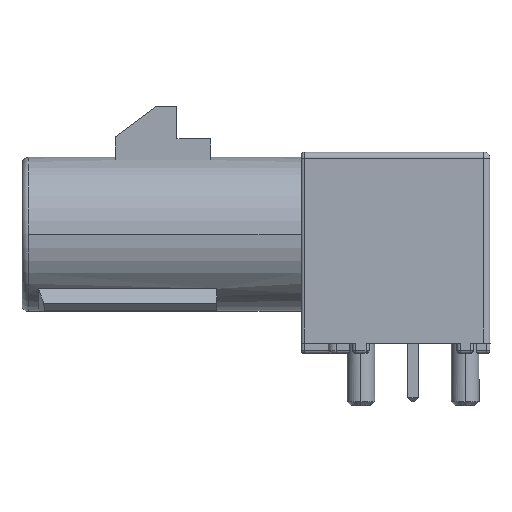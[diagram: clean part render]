
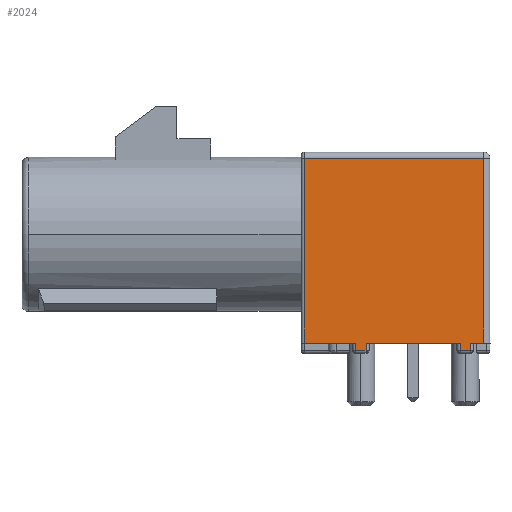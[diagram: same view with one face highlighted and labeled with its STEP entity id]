
A CAD part, top view. The second image highlights one B-rep face of the part: STEP entity #2024.
In plain terms, the highlighted planar face has unit normal (0, 0, 1).
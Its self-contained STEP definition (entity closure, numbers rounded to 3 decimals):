
#2024=ADVANCED_FACE('',(#2351),#2136,.T.);
#2136=PLANE('',#5727);
#2351=FACE_OUTER_BOUND('',#2590,.T.);
#2590=EDGE_LOOP('',(#3645,#3646,#3647,#3648,#3649,#3650,#3651,#3652,#3653,
#3654,#3655,#3656));
#3645=ORIENTED_EDGE('',*,*,#4623,.F.);
#3646=ORIENTED_EDGE('',*,*,#4554,.F.);
#3647=ORIENTED_EDGE('',*,*,#4582,.F.);
#3648=ORIENTED_EDGE('',*,*,#4454,.F.);
#3649=ORIENTED_EDGE('',*,*,#4448,.F.);
#3650=ORIENTED_EDGE('',*,*,#4419,.F.);
#3651=ORIENTED_EDGE('',*,*,#4581,.F.);
#3652=ORIENTED_EDGE('',*,*,#4414,.F.);
#3653=ORIENTED_EDGE('',*,*,#4408,.F.);
#3654=ORIENTED_EDGE('',*,*,#4399,.F.);
#3655=ORIENTED_EDGE('',*,*,#4620,.F.);
#3656=ORIENTED_EDGE('',*,*,#4622,.F.);
#3921=VERTEX_POINT('',#7575);
#3926=VERTEX_POINT('',#7585);
#3943=VERTEX_POINT('',#7669);
#3962=VERTEX_POINT('',#7738);
#3968=VERTEX_POINT('',#7758);
#3969=VERTEX_POINT('',#7759);
#3973=VERTEX_POINT('',#7801);
#3976=VERTEX_POINT('',#7809);
#3990=VERTEX_POINT('',#7894);
#4039=VERTEX_POINT('',#8148);
#4040=VERTEX_POINT('',#8150);
#4070=VERTEX_POINT('',#8339);
#4399=EDGE_CURVE('',#3968,#3969,#4834,.T.);
#4408=EDGE_CURVE('',#3969,#3943,#4838,.T.);
#4414=EDGE_CURVE('',#3943,#3973,#4842,.T.);
#4419=EDGE_CURVE('',#3976,#3926,#4844,.T.);
#4448=EDGE_CURVE('',#3926,#3921,#4860,.T.);
#4454=EDGE_CURVE('',#3921,#3990,#4864,.T.);
#4554=EDGE_CURVE('',#4040,#4039,#4918,.T.);
#4581=EDGE_CURVE('',#3973,#3976,#4939,.T.);
#4582=EDGE_CURVE('',#3990,#4040,#4940,.T.);
#4620=EDGE_CURVE('',#4070,#3968,#4961,.T.);
#4622=EDGE_CURVE('',#3962,#4070,#4962,.T.);
#4623=EDGE_CURVE('',#4039,#3962,#4963,.T.);
#4834=LINE('',#7757,#5170);
#4838=LINE('',#7788,#5174);
#4842=LINE('',#7800,#5178);
#4844=LINE('',#7810,#5180);
#4860=LINE('',#7881,#5196);
#4864=LINE('',#7893,#5200);
#4918=LINE('',#8151,#5254);
#4939=LINE('',#8234,#5275);
#4940=LINE('',#8235,#5276);
#4961=LINE('',#8338,#5297);
#4962=LINE('',#8342,#5298);
#4963=LINE('',#8344,#5299);
#5170=VECTOR('',#6390,1.);
#5174=VECTOR('',#6410,1.);
#5178=VECTOR('',#6426,1.);
#5180=VECTOR('',#6436,1.);
#5196=VECTOR('',#6508,1.);
#5200=VECTOR('',#6524,1.);
#5254=VECTOR('',#6756,1.);
#5275=VECTOR('',#6811,1.);
#5276=VECTOR('',#6812,1.);
#5297=VECTOR('',#6901,1.);
#5298=VECTOR('',#6906,1.);
#5299=VECTOR('',#6909,1.);
#5727=AXIS2_PLACEMENT_3D('',#8345,#6910,#6911);
#6390=DIRECTION('',(0.,-1.,0.));
#6410=DIRECTION('',(-1.,0.,0.));
#6426=DIRECTION('',(0.,1.,0.));
#6436=DIRECTION('',(0.,-1.,0.));
#6508=DIRECTION('',(-1.,0.,0.));
#6524=DIRECTION('',(0.,1.,0.));
#6756=DIRECTION('',(0.,1.,0.));
#6811=DIRECTION('',(-1.,0.,0.));
#6812=DIRECTION('',(-1.,0.,0.));
#6901=DIRECTION('',(-1.,0.,0.));
#6906=DIRECTION('',(0.,-1.,0.));
#6909=DIRECTION('',(1.,0.,0.));
#6910=DIRECTION('',(0.,0.,1.));
#6911=DIRECTION('',(-1.,0.,0.));
#7575=CARTESIAN_POINT('',(-6.54,-5.65,4.));
#7585=CARTESIAN_POINT('',(-6.04,-5.65,4.));
#7669=CARTESIAN_POINT('',(-1.46,-5.65,4.));
#7738=CARTESIAN_POINT('',(-0.3,3.7,4.));
#7757=CARTESIAN_POINT('',(-0.96,-5.3,4.));
#7758=CARTESIAN_POINT('',(-0.96,-5.3,4.));
#7759=CARTESIAN_POINT('',(-0.96,-5.65,4.));
#7788=CARTESIAN_POINT('',(-0.96,-5.65,4.));
#7800=CARTESIAN_POINT('',(-1.46,-5.65,4.));
#7801=CARTESIAN_POINT('',(-1.46,-5.3,4.));
#7809=CARTESIAN_POINT('',(-6.04,-5.3,4.));
#7810=CARTESIAN_POINT('',(-6.04,-5.3,4.));
#7881=CARTESIAN_POINT('',(-6.04,-5.65,4.));
#7893=CARTESIAN_POINT('',(-6.54,-5.65,4.));
#7894=CARTESIAN_POINT('',(-6.54,-5.3,4.));
#8148=CARTESIAN_POINT('',(-9.05,3.7,4.));
#8150=CARTESIAN_POINT('',(-9.05,-5.3,4.));
#8151=CARTESIAN_POINT('',(-9.05,-5.3,4.));
#8234=CARTESIAN_POINT('',(-1.46,-5.3,4.));
#8235=CARTESIAN_POINT('',(-6.54,-5.3,4.));
#8338=CARTESIAN_POINT('',(-0.3,-5.3,4.));
#8339=CARTESIAN_POINT('',(-0.3,-5.3,4.));
#8342=CARTESIAN_POINT('',(-0.3,3.7,4.));
#8344=CARTESIAN_POINT('',(-9.05,3.7,4.));
#8345=CARTESIAN_POINT('',(-4.45,-1.05,4.));
